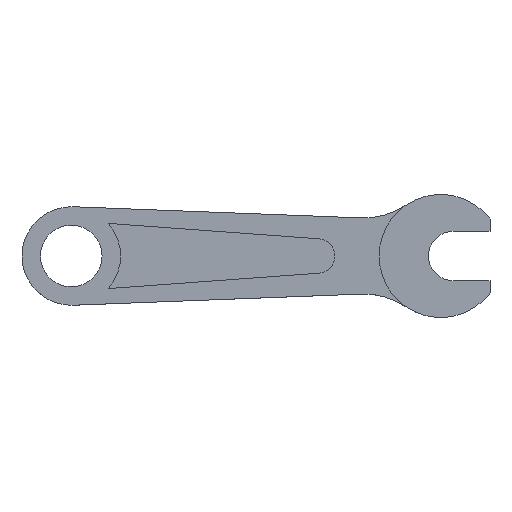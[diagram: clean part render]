
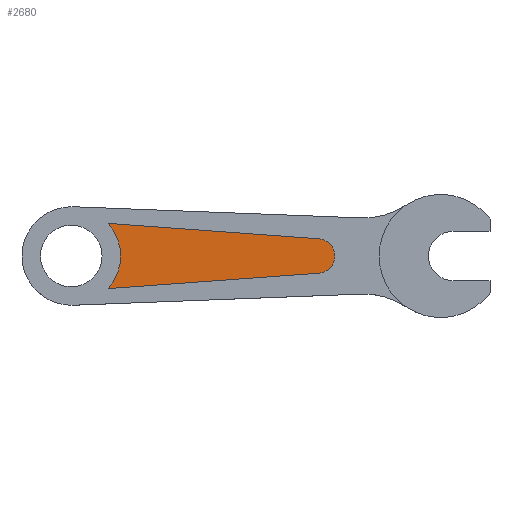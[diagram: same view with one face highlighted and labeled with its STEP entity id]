
A CAD part, top view. The second image highlights one B-rep face of the part: STEP entity #2680.
In plain terms, the highlighted planar face has unit normal (0, 0, 1).
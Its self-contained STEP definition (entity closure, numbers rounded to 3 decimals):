
#871 = CYLINDRICAL_SURFACE('',#872,7.);
#872 = AXIS2_PLACEMENT_3D('',#873,#874,#875);
#873 = CARTESIAN_POINT('',(-50.,0.,2.4));
#874 = DIRECTION('',(0.,0.,-1.));
#875 = DIRECTION('',(-0.744,0.668,0.));
#894 = VERTEX_POINT('',#895);
#895 = CARTESIAN_POINT('',(-49.246,-6.959,1.6));
#907 = PLANE('',#908);
#908 = AXIS2_PLACEMENT_3D('',#909,#910,#911);
#909 = CARTESIAN_POINT('',(-49.246,-6.959,2.4));
#910 = DIRECTION('',(0.073,-0.997,0.));
#911 = DIRECTION('',(0.997,0.073,0.));
#918 = EDGE_CURVE('',#919,#894,#921,.T.);
#919 = VERTEX_POINT('',#920);
#920 = CARTESIAN_POINT('',(-43.,0.,1.6));
#921 = SURFACE_CURVE('',#922,(#927,#933),.PCURVE_S1.);
#922 = CIRCLE('',#923,7.);
#923 = AXIS2_PLACEMENT_3D('',#924,#925,#926);
#924 = CARTESIAN_POINT('',(-50.,0.,1.6));
#925 = DIRECTION('',(0.,0.,-1.));
#926 = DIRECTION('',(1.,0.,0.));
#927 = PCURVE('',#871,#928);
#928 = DEFINITIONAL_REPRESENTATION('',(#929),#932);
#929 = B_SPLINE_CURVE_WITH_KNOTS('',1,(#930,#931),.UNSPECIFIED.,.F.,.F.,
  (2,2),(0.,1.463),.PIECEWISE_BEZIER_KNOTS.);
#930 = CARTESIAN_POINT('',(2.41,0.8));
#931 = CARTESIAN_POINT('',(3.873,0.8));
#932 = ( GEOMETRIC_REPRESENTATION_CONTEXT(2) 
PARAMETRIC_REPRESENTATION_CONTEXT() REPRESENTATION_CONTEXT('2D SPACE',''
  ) );
#933 = PCURVE('',#934,#939);
#934 = PLANE('',#935);
#935 = AXIS2_PLACEMENT_3D('',#936,#937,#938);
#936 = CARTESIAN_POINT('',(-150.,0.,1.6));
#937 = DIRECTION('',(0.,0.,1.));
#938 = DIRECTION('',(1.,0.,-0.));
#939 = DEFINITIONAL_REPRESENTATION('',(#940),#948);
#940 = ( BOUNDED_CURVE() B_SPLINE_CURVE(2,(#941,#942,#943,#944,#945,#946
,#947),.UNSPECIFIED.,.T.,.F.) B_SPLINE_CURVE_WITH_KNOTS((1,2,2,2,2,1),(
    -2.094,0.,2.094,4.189,6.283,
8.378),.UNSPECIFIED.) CURVE() GEOMETRIC_REPRESENTATION_ITEM() 
RATIONAL_B_SPLINE_CURVE((1.,0.5,1.,0.5,1.,0.5,1.)) REPRESENTATION_ITEM(
  '') );
#941 = CARTESIAN_POINT('',(107.,0.));
#942 = CARTESIAN_POINT('',(107.,-12.124));
#943 = CARTESIAN_POINT('',(96.5,-6.062));
#944 = CARTESIAN_POINT('',(86.,0.));
#945 = CARTESIAN_POINT('',(96.5,6.062));
#946 = CARTESIAN_POINT('',(107.,12.124));
#947 = CARTESIAN_POINT('',(107.,0.));
#948 = ( GEOMETRIC_REPRESENTATION_CONTEXT(2) 
PARAMETRIC_REPRESENTATION_CONTEXT() REPRESENTATION_CONTEXT('2D SPACE',''
  ) );
#964 = CYLINDRICAL_SURFACE('',#965,7.);
#965 = AXIS2_PLACEMENT_3D('',#966,#967,#968);
#966 = CARTESIAN_POINT('',(-50.,0.,2.4));
#967 = DIRECTION('',(0.,0.,-1.));
#968 = DIRECTION('',(-0.744,-0.668,-0.));
#1397 = VERTEX_POINT('',#1398);
#1398 = CARTESIAN_POINT('',(-135.,-13.229,1.6));
#1410 = CYLINDRICAL_SURFACE('',#1411,20.);
#1411 = AXIS2_PLACEMENT_3D('',#1412,#1413,#1414);
#1412 = CARTESIAN_POINT('',(-150.,0.,2.4));
#1413 = DIRECTION('',(0.,0.,-1.));
#1414 = DIRECTION('',(-0.935,0.354,0.));
#1421 = EDGE_CURVE('',#894,#1397,#1422,.T.);
#1422 = SURFACE_CURVE('',#1423,(#1427,#1434),.PCURVE_S1.);
#1423 = LINE('',#1424,#1425);
#1424 = CARTESIAN_POINT('',(-49.246,-6.959,1.6));
#1425 = VECTOR('',#1426,1.);
#1426 = DIRECTION('',(-0.997,-0.073,0.));
#1427 = PCURVE('',#907,#1428);
#1428 = DEFINITIONAL_REPRESENTATION('',(#1429),#1433);
#1429 = LINE('',#1430,#1431);
#1430 = CARTESIAN_POINT('',(0.,-0.8));
#1431 = VECTOR('',#1432,1.);
#1432 = DIRECTION('',(-1.,0.));
#1433 = ( GEOMETRIC_REPRESENTATION_CONTEXT(2) 
PARAMETRIC_REPRESENTATION_CONTEXT() REPRESENTATION_CONTEXT('2D SPACE',''
  ) );
#1434 = PCURVE('',#934,#1435);
#1435 = DEFINITIONAL_REPRESENTATION('',(#1436),#1440);
#1436 = LINE('',#1437,#1438);
#1437 = CARTESIAN_POINT('',(100.754,-6.959));
#1438 = VECTOR('',#1439,1.);
#1439 = DIRECTION('',(-0.997,-0.073));
#1440 = ( GEOMETRIC_REPRESENTATION_CONTEXT(2) 
PARAMETRIC_REPRESENTATION_CONTEXT() REPRESENTATION_CONTEXT('2D SPACE',''
  ) );
#1474 = EDGE_CURVE('',#1475,#919,#1477,.T.);
#1475 = VERTEX_POINT('',#1476);
#1476 = CARTESIAN_POINT('',(-49.246,6.959,1.6));
#1477 = SURFACE_CURVE('',#1478,(#1483,#1489),.PCURVE_S1.);
#1478 = CIRCLE('',#1479,7.);
#1479 = AXIS2_PLACEMENT_3D('',#1480,#1481,#1482);
#1480 = CARTESIAN_POINT('',(-50.,0.,1.6));
#1481 = DIRECTION('',(0.,0.,-1.));
#1482 = DIRECTION('',(1.,0.,0.));
#1483 = PCURVE('',#964,#1484);
#1484 = DEFINITIONAL_REPRESENTATION('',(#1485),#1488);
#1485 = B_SPLINE_CURVE_WITH_KNOTS('',1,(#1486,#1487),.UNSPECIFIED.,.F.,
  .F.,(2,2),(4.82,6.283),.PIECEWISE_BEZIER_KNOTS.);
#1486 = CARTESIAN_POINT('',(2.41,0.8));
#1487 = CARTESIAN_POINT('',(3.873,0.8));
#1488 = ( GEOMETRIC_REPRESENTATION_CONTEXT(2) 
PARAMETRIC_REPRESENTATION_CONTEXT() REPRESENTATION_CONTEXT('2D SPACE',''
  ) );
#1489 = PCURVE('',#934,#1490);
#1490 = DEFINITIONAL_REPRESENTATION('',(#1491),#1499);
#1491 = ( BOUNDED_CURVE() B_SPLINE_CURVE(2,(#1492,#1493,#1494,#1495,
#1496,#1497,#1498),.UNSPECIFIED.,.T.,.F.) B_SPLINE_CURVE_WITH_KNOTS((1,2
    ,2,2,2,1),(-2.094,0.,2.094,4.189,
6.283,8.378),.UNSPECIFIED.) CURVE() 
GEOMETRIC_REPRESENTATION_ITEM() RATIONAL_B_SPLINE_CURVE((1.,0.5,1.,0.5,
1.,0.5,1.)) REPRESENTATION_ITEM('') );
#1492 = CARTESIAN_POINT('',(107.,0.));
#1493 = CARTESIAN_POINT('',(107.,-12.124));
#1494 = CARTESIAN_POINT('',(96.5,-6.062));
#1495 = CARTESIAN_POINT('',(86.,0.));
#1496 = CARTESIAN_POINT('',(96.5,6.062));
#1497 = CARTESIAN_POINT('',(107.,12.124));
#1498 = CARTESIAN_POINT('',(107.,0.));
#1499 = ( GEOMETRIC_REPRESENTATION_CONTEXT(2) 
PARAMETRIC_REPRESENTATION_CONTEXT() REPRESENTATION_CONTEXT('2D SPACE',''
  ) );
#1513 = PLANE('',#1514);
#1514 = AXIS2_PLACEMENT_3D('',#1515,#1516,#1517);
#1515 = CARTESIAN_POINT('',(-49.246,6.959,2.4));
#1516 = DIRECTION('',(0.073,0.997,0.));
#1517 = DIRECTION('',(-0.997,0.073,0.));
#1551 = EDGE_CURVE('',#1552,#1475,#1554,.T.);
#1552 = VERTEX_POINT('',#1553);
#1553 = CARTESIAN_POINT('',(-135.,13.229,1.6));
#1554 = SURFACE_CURVE('',#1555,(#1559,#1566),.PCURVE_S1.);
#1555 = LINE('',#1556,#1557);
#1556 = CARTESIAN_POINT('',(-49.246,6.959,1.6));
#1557 = VECTOR('',#1558,1.);
#1558 = DIRECTION('',(0.997,-0.073,0.));
#1559 = PCURVE('',#1513,#1560);
#1560 = DEFINITIONAL_REPRESENTATION('',(#1561),#1565);
#1561 = LINE('',#1562,#1563);
#1562 = CARTESIAN_POINT('',(0.,-0.8));
#1563 = VECTOR('',#1564,1.);
#1564 = DIRECTION('',(-1.,0.));
#1565 = ( GEOMETRIC_REPRESENTATION_CONTEXT(2) 
PARAMETRIC_REPRESENTATION_CONTEXT() REPRESENTATION_CONTEXT('2D SPACE',''
  ) );
#1566 = PCURVE('',#934,#1567);
#1567 = DEFINITIONAL_REPRESENTATION('',(#1568),#1572);
#1568 = LINE('',#1569,#1570);
#1569 = CARTESIAN_POINT('',(100.754,6.959));
#1570 = VECTOR('',#1571,1.);
#1571 = DIRECTION('',(0.997,-0.073));
#1572 = ( GEOMETRIC_REPRESENTATION_CONTEXT(2) 
PARAMETRIC_REPRESENTATION_CONTEXT() REPRESENTATION_CONTEXT('2D SPACE',''
  ) );
#1586 = CYLINDRICAL_SURFACE('',#1587,20.);
#1587 = AXIS2_PLACEMENT_3D('',#1588,#1589,#1590);
#1588 = CARTESIAN_POINT('',(-150.,0.,2.4));
#1589 = DIRECTION('',(0.,0.,-1.));
#1590 = DIRECTION('',(-0.935,-0.354,-0.));
#1603 = VERTEX_POINT('',#1604);
#1604 = CARTESIAN_POINT('',(-130.,0.,1.6));
#1625 = EDGE_CURVE('',#1603,#1552,#1626,.T.);
#1626 = SURFACE_CURVE('',#1627,(#1632,#1638),.PCURVE_S1.);
#1627 = CIRCLE('',#1628,20.);
#1628 = AXIS2_PLACEMENT_3D('',#1629,#1630,#1631);
#1629 = CARTESIAN_POINT('',(-150.,0.,1.6));
#1630 = DIRECTION('',(0.,0.,1.));
#1631 = DIRECTION('',(1.,0.,-0.));
#1632 = PCURVE('',#1586,#1633);
#1633 = DEFINITIONAL_REPRESENTATION('',(#1634),#1637);
#1634 = B_SPLINE_CURVE_WITH_KNOTS('',1,(#1635,#1636),.UNSPECIFIED.,.F.,
  .F.,(2,2),(0.,0.723),
  .PIECEWISE_BEZIER_KNOTS.);
#1635 = CARTESIAN_POINT('',(3.503,0.8));
#1636 = CARTESIAN_POINT('',(2.78,0.8));
#1637 = ( GEOMETRIC_REPRESENTATION_CONTEXT(2) 
PARAMETRIC_REPRESENTATION_CONTEXT() REPRESENTATION_CONTEXT('2D SPACE',''
  ) );
#1638 = PCURVE('',#934,#1639);
#1639 = DEFINITIONAL_REPRESENTATION('',(#1640),#1644);
#1640 = CIRCLE('',#1641,20.);
#1641 = AXIS2_PLACEMENT_2D('',#1642,#1643);
#1642 = CARTESIAN_POINT('',(0.,0.));
#1643 = DIRECTION('',(1.,0.));
#1644 = ( GEOMETRIC_REPRESENTATION_CONTEXT(2) 
PARAMETRIC_REPRESENTATION_CONTEXT() REPRESENTATION_CONTEXT('2D SPACE',''
  ) );
#1945 = EDGE_CURVE('',#1397,#1603,#1946,.T.);
#1946 = SURFACE_CURVE('',#1947,(#1952,#1958),.PCURVE_S1.);
#1947 = CIRCLE('',#1948,20.);
#1948 = AXIS2_PLACEMENT_3D('',#1949,#1950,#1951);
#1949 = CARTESIAN_POINT('',(-150.,0.,1.6));
#1950 = DIRECTION('',(0.,0.,1.));
#1951 = DIRECTION('',(1.,0.,-0.));
#1952 = PCURVE('',#1410,#1953);
#1953 = DEFINITIONAL_REPRESENTATION('',(#1954),#1957);
#1954 = B_SPLINE_CURVE_WITH_KNOTS('',1,(#1955,#1956),.UNSPECIFIED.,.F.,
  .F.,(2,2),(5.56,6.283),.PIECEWISE_BEZIER_KNOTS.);
#1955 = CARTESIAN_POINT('',(3.503,0.8));
#1956 = CARTESIAN_POINT('',(2.78,0.8));
#1957 = ( GEOMETRIC_REPRESENTATION_CONTEXT(2) 
PARAMETRIC_REPRESENTATION_CONTEXT() REPRESENTATION_CONTEXT('2D SPACE',''
  ) );
#1958 = PCURVE('',#934,#1959);
#1959 = DEFINITIONAL_REPRESENTATION('',(#1960),#1964);
#1960 = CIRCLE('',#1961,20.);
#1961 = AXIS2_PLACEMENT_2D('',#1962,#1963);
#1962 = CARTESIAN_POINT('',(0.,0.));
#1963 = DIRECTION('',(1.,0.));
#1964 = ( GEOMETRIC_REPRESENTATION_CONTEXT(2) 
PARAMETRIC_REPRESENTATION_CONTEXT() REPRESENTATION_CONTEXT('2D SPACE',''
  ) );
#2680 = ADVANCED_FACE('',(#2681),#934,.T.);
#2681 = FACE_BOUND('',#2682,.T.);
#2682 = EDGE_LOOP('',(#2683,#2684,#2685,#2686,#2687,#2688));
#2683 = ORIENTED_EDGE('',*,*,#1551,.F.);
#2684 = ORIENTED_EDGE('',*,*,#1625,.F.);
#2685 = ORIENTED_EDGE('',*,*,#1945,.F.);
#2686 = ORIENTED_EDGE('',*,*,#1421,.F.);
#2687 = ORIENTED_EDGE('',*,*,#918,.F.);
#2688 = ORIENTED_EDGE('',*,*,#1474,.F.);
